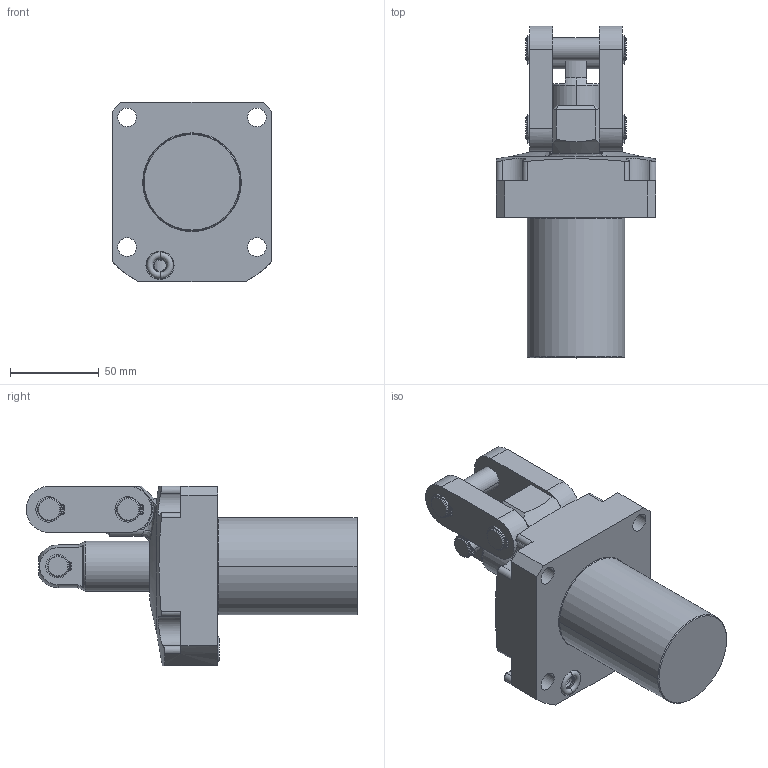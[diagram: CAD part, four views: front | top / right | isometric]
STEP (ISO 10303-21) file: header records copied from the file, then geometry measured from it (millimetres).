
FILE_DESCRIPTION((''),'2;1');
FILE_NAME('ILC16312800','2023-03-14T10:56:46',('rkuestersteffen'),(''),'CREO PARAMETRIC BY PTC INC, 2021164','CREO PARAMETRIC BY PTC INC, 2021164','');
FILE_SCHEMA(('AUTOMOTIVE_DESIGN { 1 0 10303 214 1 1 1 1 }'));
Length unit declared in the file: inch
Products named in the file (3): ILC16312800_BODY; ILC16312800_LUG; ILC16312800
Assembly tree (2 placements, depth 2):
  ILC16312800
    ILC16312800_BODY
    ILC16312800_LUG
Bounding box: 89.99 x 186.74 x 101 mm (x, y, z)
Volume: 571949.3 mm3; surface area: 82551.5 mm2
Topology: 4 solids, 6 shells, 307 faces, 790 edges, 508 vertices
Faces by surface type: cylinder 149, plane 103, cone 31, torus 14, sphere 6, bspline 4
Entity records: 13146 total; most frequent: CARTESIAN_POINT 2361, DIRECTION 1825, ORIENTED_EDGE 1572, PRESENTATION_STYLE_ASSIGNMENT 832, STYLED_ITEM 832, CURVE_STYLE 826, EDGE_CURVE 790, AXIS2_PLACEMENT_3D 723
